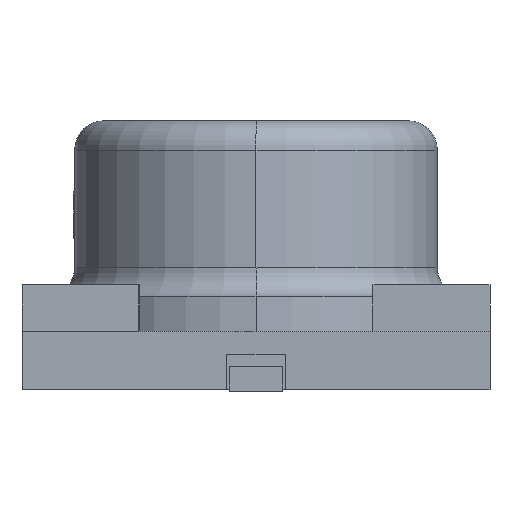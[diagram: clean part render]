
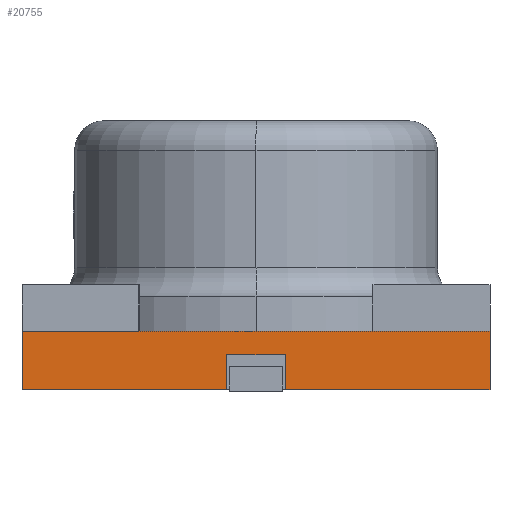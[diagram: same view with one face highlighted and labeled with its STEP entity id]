
A CAD part, left-side view. The second image highlights one B-rep face of the part: STEP entity #20755.
In plain terms, the highlighted planar face has unit normal (-1, 0, 0).
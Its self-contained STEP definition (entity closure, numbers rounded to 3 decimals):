
#50 = DIRECTION ( 'NONE',  ( 0., 0., -1. ) ) ;
#100 = CARTESIAN_POINT ( 'NONE',  ( -3.5, 0.25, 0.3 ) ) ;
#290 = DIRECTION ( 'NONE',  ( 1., 0., 0. ) ) ;
#726 = CARTESIAN_POINT ( 'NONE',  ( -3.5, -0.25, 0.3 ) ) ;
#847 = VECTOR ( 'NONE', #3880, 1000. ) ;
#955 = VERTEX_POINT ( 'NONE', #9285 ) ;
#1292 = EDGE_CURVE ( 'NONE', #6462, #13353, #17683, .T. ) ;
#1818 = PLANE ( 'NONE',  #14102 ) ;
#2477 = CARTESIAN_POINT ( 'NONE',  ( -3.5, -0.25, 0. ) ) ;
#2882 = VECTOR ( 'NONE', #11511, 1000. ) ;
#2895 = CARTESIAN_POINT ( 'NONE',  ( -3.5, 2., 0.5 ) ) ;
#3074 = VECTOR ( 'NONE', #50, 1000. ) ;
#3475 = VERTEX_POINT ( 'NONE', #100 ) ;
#3616 = VERTEX_POINT ( 'NONE', #10964 ) ;
#3764 = VECTOR ( 'NONE', #22700, 1000. ) ;
#3880 = DIRECTION ( 'NONE',  ( 0., 1., 0. ) ) ;
#4888 = EDGE_CURVE ( 'NONE', #15728, #11352, #12083, .T. ) ;
#5506 = ORIENTED_EDGE ( 'NONE', *, *, #19421, .T. ) ;
#5797 = EDGE_CURVE ( 'NONE', #6462, #14420, #14837, .T. ) ;
#6118 = ORIENTED_EDGE ( 'NONE', *, *, #15703, .F. ) ;
#6462 = VERTEX_POINT ( 'NONE', #2895 ) ;
#7551 = DIRECTION ( 'NONE',  ( 0., 0., -1. ) ) ;
#8020 = CARTESIAN_POINT ( 'NONE',  ( -3.5, -2., 0.5 ) ) ;
#9146 = ORIENTED_EDGE ( 'NONE', *, *, #1292, .T. ) ;
#9285 = CARTESIAN_POINT ( 'NONE',  ( -3.5, -0.25, 0.3 ) ) ;
#9494 = ORIENTED_EDGE ( 'NONE', *, *, #5797, .F. ) ;
#10033 = ORIENTED_EDGE ( 'NONE', *, *, #16305, .T. ) ;
#10478 = CARTESIAN_POINT ( 'NONE',  ( -3.5, -2., 0. ) ) ;
#10586 = CARTESIAN_POINT ( 'NONE',  ( -3.5, -2., 0.5 ) ) ;
#10964 = CARTESIAN_POINT ( 'NONE',  ( -3.5, 0.25, 0. ) ) ;
#11283 = EDGE_CURVE ( 'NONE', #14420, #11352, #14029, .T. ) ;
#11352 = VERTEX_POINT ( 'NONE', #20339 ) ;
#11511 = DIRECTION ( 'NONE',  ( 0., -1., 0. ) ) ;
#12083 = LINE ( 'NONE', #10478, #13162 ) ;
#13162 = VECTOR ( 'NONE', #18950, 1000. ) ;
#13229 = CARTESIAN_POINT ( 'NONE',  ( -3.5, -2., 0.5 ) ) ;
#13353 = VERTEX_POINT ( 'NONE', #18994 ) ;
#13939 = EDGE_CURVE ( 'NONE', #955, #3475, #15748, .T. ) ;
#14029 = LINE ( 'NONE', #10586, #3074 ) ;
#14102 = AXIS2_PLACEMENT_3D ( 'NONE', #19793, #290, #16015 ) ;
#14420 = VERTEX_POINT ( 'NONE', #13229 ) ;
#14438 = VECTOR ( 'NONE', #22044, 1000. ) ;
#14837 = LINE ( 'NONE', #8020, #2882 ) ;
#15440 = VECTOR ( 'NONE', #7551, 1000. ) ;
#15703 = EDGE_CURVE ( 'NONE', #3475, #3616, #16330, .T. ) ;
#15728 = VERTEX_POINT ( 'NONE', #2477 ) ;
#15748 = LINE ( 'NONE', #19759, #847 ) ;
#15778 = FACE_OUTER_BOUND ( 'NONE', #22169, .T. ) ;
#16015 = DIRECTION ( 'NONE',  ( 0., 0., -1. ) ) ;
#16305 = EDGE_CURVE ( 'NONE', #13353, #3616, #16562, .T. ) ;
#16330 = LINE ( 'NONE', #18085, #15440 ) ;
#16562 = LINE ( 'NONE', #18782, #14438 ) ;
#17574 = CARTESIAN_POINT ( 'NONE',  ( -3.5, 2., 0.5 ) ) ;
#17683 = LINE ( 'NONE', #17574, #3764 ) ;
#17761 = VECTOR ( 'NONE', #21826, 1000. ) ;
#18015 = ORIENTED_EDGE ( 'NONE', *, *, #11283, .F. ) ;
#18085 = CARTESIAN_POINT ( 'NONE',  ( -3.5, 0.25, 0.3 ) ) ;
#18782 = CARTESIAN_POINT ( 'NONE',  ( -3.5, -2., 0. ) ) ;
#18819 = ORIENTED_EDGE ( 'NONE', *, *, #4888, .T. ) ;
#18950 = DIRECTION ( 'NONE',  ( 0., -1., 0. ) ) ;
#18994 = CARTESIAN_POINT ( 'NONE',  ( -3.5, 2., 0. ) ) ;
#19421 = EDGE_CURVE ( 'NONE', #955, #15728, #21605, .T. ) ;
#19610 = ORIENTED_EDGE ( 'NONE', *, *, #13939, .F. ) ;
#19759 = CARTESIAN_POINT ( 'NONE',  ( -3.5, -0.25, 0.3 ) ) ;
#19793 = CARTESIAN_POINT ( 'NONE',  ( -3.5, -2., 0.5 ) ) ;
#20339 = CARTESIAN_POINT ( 'NONE',  ( -3.5, -2., 0. ) ) ;
#20755 = ADVANCED_FACE ( 'NONE', ( #15778 ), #1818, .F. ) ;
#21605 = LINE ( 'NONE', #726, #17761 ) ;
#21826 = DIRECTION ( 'NONE',  ( 0., 0., -1. ) ) ;
#22044 = DIRECTION ( 'NONE',  ( 0., -1., 0. ) ) ;
#22169 = EDGE_LOOP ( 'NONE', ( #19610, #5506, #18819, #18015, #9494, #9146, #10033, #6118 ) ) ;
#22700 = DIRECTION ( 'NONE',  ( 0., 0., -1. ) ) ;
